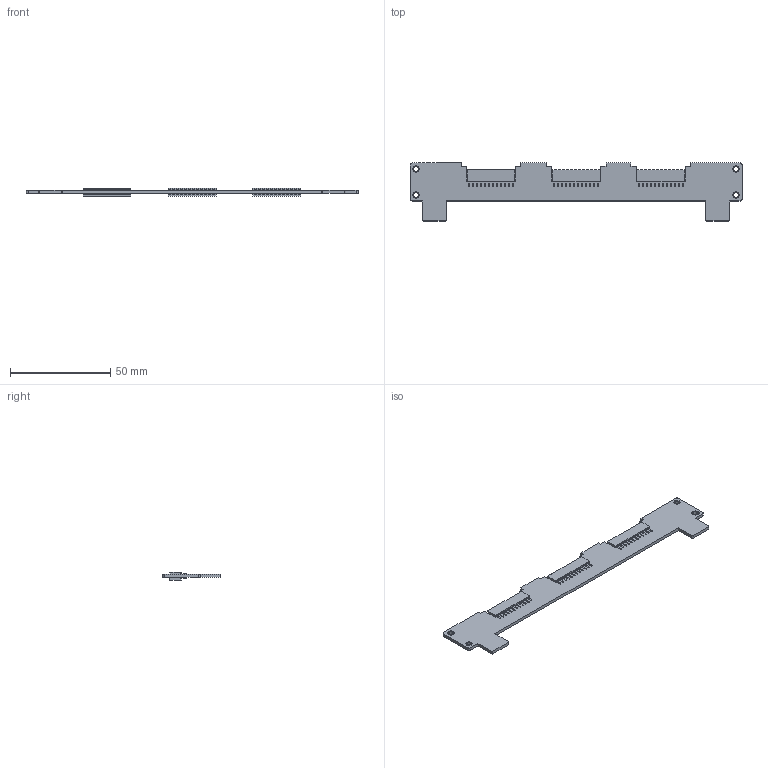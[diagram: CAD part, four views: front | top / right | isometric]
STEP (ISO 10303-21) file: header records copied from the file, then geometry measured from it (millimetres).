
FILE_DESCRIPTION(('KiCad electronic assembly'),'2;1');
FILE_NAME('lim_crossbar.step','2019-11-29T11:51:04',('An Author'),( 'A Company'),'Open CASCADE STEP processor 7.4', 'KiCad to STEP converter','Unknown');
FILE_SCHEMA(('AUTOMOTIVE_DESIGN { 1 0 10303 214 1 1 1 1 }'));
Length unit declared in the file: millimetre
Products named in the file (4): Open CASCADE STEP translator 7.4 1; PinSocket_2x12_P2.00mm_Vertical; SOLID; COMPOUND
Assembly tree (5 placements, depth 3):
  Open CASCADE STEP translator 7.4 1
    PinSocket_2x12_P2.00mm_Vertical  x3
      SOLID
    COMPOUND
Bounding box: 166 x 29 x 4 mm (x, y, z)
Volume: 5766.9 mm3; surface area: 8932.5 mm2
Topology: 4 solids, 4 shells, 2344 faces, 6072 edges, 3952 vertices
Faces by surface type: plane 2300, cylinder 44
Full cylindrical faces by diameter (mm): 0.4 x32, 2.2 x4
Entity records: 58982 total; most frequent: CARTESIAN_POINT 8818, DIRECTION 8324, LINE 6376, VECTOR 6376, ORIENTED_EDGE 4368, PCURVE 4368, DEFINITIONAL_REPRESENTATION 4368, EDGE_CURVE 2184
